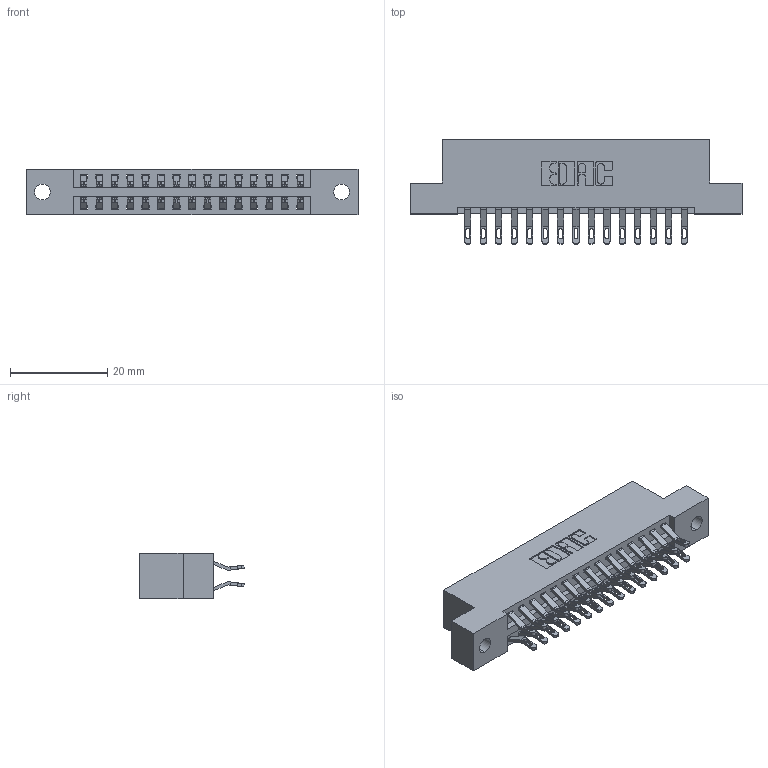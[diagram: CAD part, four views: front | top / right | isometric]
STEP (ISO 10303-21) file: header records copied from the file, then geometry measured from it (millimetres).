
FILE_DESCRIPTION (( 'STEP AP203' ), '1' );
FILE_NAME ('396-030-555-202.STEP', '2018-09-05T07:28:00', ( '' ), ( '' ), 'SwSTEP 2.0', 'SolidWorks 2016', '' );
FILE_SCHEMA (( 'CONFIG_CONTROL_DESIGN' ));
Length unit declared in the file: inch
Products named in the file (3): 346 Part_Flush Mounting Lugs - 0.128 Dia; 345-292-001_555 Tail; 396-030-555-202
Assembly tree (31 placements, depth 2):
  396-030-555-202
    346 Part_Flush Mounting Lugs - 0.128 Dia
    345-292-001_555 Tail  x30
Bounding box: 68.2 x 21.46 x 9.4 mm (x, y, z)
Volume: 6490.9 mm3; surface area: 8538.7 mm2
Topology: 31 solids, 31 shells, 1862 faces, 5819 edges, 3878 vertices
Faces by surface type: plane 1066, cylinder 796
Entity records: 13753 total; most frequent: CARTESIAN_POINT 2338, ORIENTED_EDGE 2242, DIRECTION 2081, EDGE_CURVE 1121, VECTOR 909, LINE 909, VERTEX_POINT 746, AXIS2_PLACEMENT_3D 586
